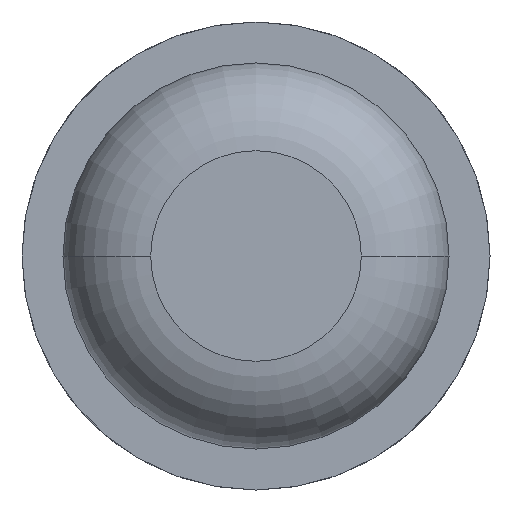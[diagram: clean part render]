
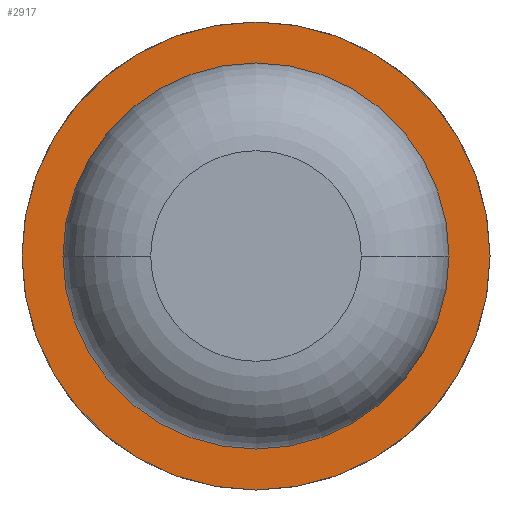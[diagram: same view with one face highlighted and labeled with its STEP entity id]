
A CAD part, front view. The second image highlights one B-rep face of the part: STEP entity #2917.
In plain terms, the highlighted planar face has unit normal (0, -1, 0).
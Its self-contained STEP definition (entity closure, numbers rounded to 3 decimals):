
#52 = EDGE_CURVE ( 'Defeature ausgef�hrt1_77+Defeature ausgef�hrt1_76+Defeature ausgef�hrt1_76+Defeature ausgef�hrt1_76', #3829, #445, #3452, .T. ) ;
#55 = EDGE_CURVE ( 'Defeature ausgef�hrt1_76+Defeature ausgef�hrt1_71+Defeature ausgef�hrt1_71+Defeature ausgef�hrt1_71', #4683, #5360, #770, .T. ) ;
#62 = DIRECTION ( 'NONE',  ( 0., 1., 0. ) ) ;
#84 = CARTESIAN_POINT ( 'NONE',  ( 0., -6., 0. ) ) ;
#256 = AXIS2_PLACEMENT_3D ( 'NONE', #84, #2348, #4540 ) ;
#434 = EDGE_CURVE ( 'Defeature ausgef�hrt1_76+Defeature ausgef�hrt1_71+Defeature ausgef�hrt1_71+Defeature ausgef�hrt1_71', #5360, #4683, #1285, .T. ) ;
#445 = VERTEX_POINT ( 'NONE', #4214 ) ;
#462 = CARTESIAN_POINT ( 'NONE',  ( 0., -6., 0. ) ) ;
#529 = CARTESIAN_POINT ( 'NONE',  ( -0.825, -6., 0. ) ) ;
#591 = CARTESIAN_POINT ( 'NONE',  ( -1., -6., 0. ) ) ;
#770 = CIRCLE ( 'NONE', #1514, 0.825 ) ;
#1139 = ORIENTED_EDGE ( 'NONE', *, *, #2447, .F. ) ;
#1170 = AXIS2_PLACEMENT_3D ( 'NONE', #3781, #62, #4206 ) ;
#1190 = EDGE_LOOP ( 'NONE', ( #5237, #4226 ) ) ;
#1285 = CIRCLE ( 'NONE', #3451, 0.825 ) ;
#1404 = CIRCLE ( 'NONE', #3357, 1. ) ;
#1514 = AXIS2_PLACEMENT_3D ( 'NONE', #2094, #1678, #4956 ) ;
#1558 = EDGE_LOOP ( 'NONE', ( #2160, #1139 ) ) ;
#1678 = DIRECTION ( 'NONE',  ( 0., 1., 0. ) ) ;
#2094 = CARTESIAN_POINT ( 'NONE',  ( 0., -6., 0. ) ) ;
#2124 = CARTESIAN_POINT ( 'NONE',  ( 0., -6., 0. ) ) ;
#2143 = DIRECTION ( 'NONE',  ( 0., 1., 0. ) ) ;
#2160 = ORIENTED_EDGE ( 'NONE', *, *, #52, .F. ) ;
#2307 = FACE_OUTER_BOUND ( 'NONE', #1558, .T. ) ;
#2348 = DIRECTION ( 'NONE',  ( 0., 1., 0. ) ) ;
#2447 = EDGE_CURVE ( 'Defeature ausgef�hrt1_77+Defeature ausgef�hrt1_76+Defeature ausgef�hrt1_76+Defeature ausgef�hrt1_76', #445, #3829, #1404, .T. ) ;
#2604 = DIRECTION ( 'NONE',  ( -1., 0., 0. ) ) ;
#2717 = CARTESIAN_POINT ( 'NONE',  ( 0.825, -6., 0. ) ) ;
#2917 = ADVANCED_FACE ( 'Defeature ausgef�hrt1_76', ( #2307, #4996 ), #3350, .F. ) ;
#3350 = PLANE ( 'NONE',  #1170 ) ;
#3357 = AXIS2_PLACEMENT_3D ( 'NONE', #462, #3894, #5288 ) ;
#3451 = AXIS2_PLACEMENT_3D ( 'NONE', #2124, #2143, #2604 ) ;
#3452 = CIRCLE ( 'NONE', #256, 1. ) ;
#3781 = CARTESIAN_POINT ( 'NONE',  ( 0.825, -6., 0. ) ) ;
#3829 = VERTEX_POINT ( 'NONE', #591 ) ;
#3894 = DIRECTION ( 'NONE',  ( 0., 1., 0. ) ) ;
#4206 = DIRECTION ( 'NONE',  ( -1., 0., 0. ) ) ;
#4214 = CARTESIAN_POINT ( 'NONE',  ( 1., -6., 0. ) ) ;
#4226 = ORIENTED_EDGE ( 'NONE', *, *, #434, .T. ) ;
#4540 = DIRECTION ( 'NONE',  ( -1., 0., 0. ) ) ;
#4683 = VERTEX_POINT ( 'NONE', #529 ) ;
#4956 = DIRECTION ( 'NONE',  ( -1., 0., 0. ) ) ;
#4996 = FACE_BOUND ( 'NONE', #1190, .T. ) ;
#5237 = ORIENTED_EDGE ( 'NONE', *, *, #55, .T. ) ;
#5288 = DIRECTION ( 'NONE',  ( -1., 0., 0. ) ) ;
#5360 = VERTEX_POINT ( 'NONE', #2717 ) ;
